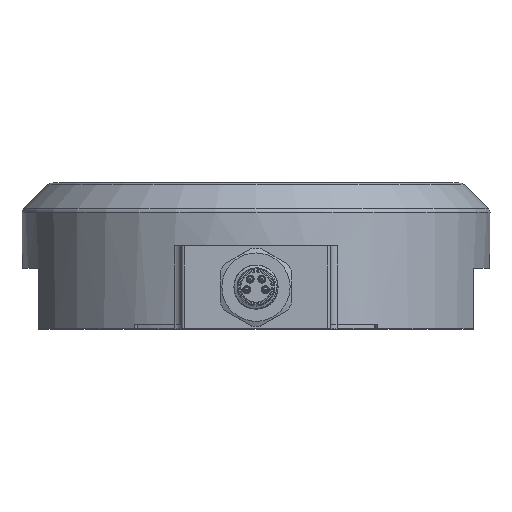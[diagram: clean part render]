
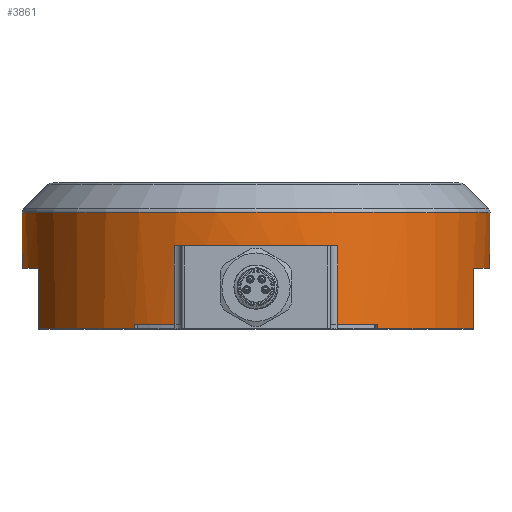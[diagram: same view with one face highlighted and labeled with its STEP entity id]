
A CAD part, top view. The second image highlights one B-rep face of the part: STEP entity #3861.
In plain terms, the highlighted cylindrical face has radius 42.5 mm (diameter 85 mm), a full revolution.
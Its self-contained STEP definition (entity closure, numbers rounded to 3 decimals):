
#180=LINE('',#11591,#380);
#183=LINE('',#11600,#383);
#186=LINE('',#11609,#386);
#189=LINE('',#11657,#389);
#191=LINE('',#11686,#391);
#192=LINE('',#11687,#392);
#194=LINE('',#11694,#394);
#195=LINE('',#11695,#395);
#380=VECTOR('',#4922,0.8);
#383=VECTOR('',#4933,0.8);
#386=VECTOR('',#4944,14.2);
#389=VECTOR('',#4997,14.2);
#391=VECTOR('',#5033,11.);
#392=VECTOR('',#5034,11.);
#394=VECTOR('',#5042,11.);
#395=VECTOR('',#5043,11.);
#549=CYLINDRICAL_SURFACE('',#4281,42.5);
#937=FACE_BOUND('',#1480,.T.);
#1144=FACE_OUTER_BOUND('',#1479,.T.);
#1479=EDGE_LOOP('',(#3366,#3367,#3368,#3369,#3370,#3371,#3372,#3373,#3374,
#3375,#3376,#3377,#3378,#3379,#3380,#3381));
#1480=EDGE_LOOP('',(#3382));
#1634=CIRCLE('',#4100,42.5);
#1637=CIRCLE('',#4103,42.5);
#1654=CIRCLE('',#4135,42.5);
#1655=CIRCLE('',#4136,42.5);
#1656=CIRCLE('',#4137,42.5);
#1674=CIRCLE('',#4156,42.5);
#1684=CIRCLE('',#4177,42.5);
#1685=CIRCLE('',#4180,42.5);
#1722=CIRCLE('',#4277,42.5);
#1937=VERTEX_POINT('',#11490);
#1938=VERTEX_POINT('',#11492);
#1943=VERTEX_POINT('',#11502);
#1944=VERTEX_POINT('',#11504);
#1977=VERTEX_POINT('',#11590);
#1979=VERTEX_POINT('',#11599);
#1981=VERTEX_POINT('',#11607);
#1982=VERTEX_POINT('',#11611);
#1983=VERTEX_POINT('',#11613);
#1984=VERTEX_POINT('',#11615);
#1985=VERTEX_POINT('',#11617);
#2001=VERTEX_POINT('',#11653);
#2010=VERTEX_POINT('',#11683);
#2011=VERTEX_POINT('',#11684);
#2012=VERTEX_POINT('',#11691);
#2013=VERTEX_POINT('',#11692);
#2058=VERTEX_POINT('',#11862);
#2350=EDGE_CURVE('',#1938,#1937,#1634,.T.);
#2356=EDGE_CURVE('',#1944,#1943,#1637,.T.);
#2400=EDGE_CURVE('',#1937,#1977,#180,.T.);
#2404=EDGE_CURVE('',#1979,#1944,#183,.T.);
#2409=EDGE_CURVE('',#1943,#1981,#186,.T.);
#2410=EDGE_CURVE('',#1982,#1979,#1654,.T.);
#2412=EDGE_CURVE('',#1984,#1983,#1655,.T.);
#2414=EDGE_CURVE('',#1977,#1985,#1656,.T.);
#2432=EDGE_CURVE('',#1981,#2001,#1674,.T.);
#2434=EDGE_CURVE('',#1938,#2001,#189,.T.);
#2444=EDGE_CURVE('',#1983,#2010,#191,.T.);
#2445=EDGE_CURVE('',#2011,#1982,#192,.T.);
#2446=EDGE_CURVE('',#2010,#2011,#1684,.T.);
#2448=EDGE_CURVE('',#1985,#2012,#194,.T.);
#2449=EDGE_CURVE('',#2013,#1984,#195,.T.);
#2450=EDGE_CURVE('',#2012,#2013,#1685,.T.);
#2511=EDGE_CURVE('',#2058,#2058,#1722,.T.);
#3366=ORIENTED_EDGE('',*,*,#2432,.T.);
#3367=ORIENTED_EDGE('',*,*,#2434,.F.);
#3368=ORIENTED_EDGE('',*,*,#2350,.T.);
#3369=ORIENTED_EDGE('',*,*,#2400,.T.);
#3370=ORIENTED_EDGE('',*,*,#2414,.T.);
#3371=ORIENTED_EDGE('',*,*,#2448,.T.);
#3372=ORIENTED_EDGE('',*,*,#2450,.T.);
#3373=ORIENTED_EDGE('',*,*,#2449,.T.);
#3374=ORIENTED_EDGE('',*,*,#2412,.T.);
#3375=ORIENTED_EDGE('',*,*,#2444,.T.);
#3376=ORIENTED_EDGE('',*,*,#2446,.T.);
#3377=ORIENTED_EDGE('',*,*,#2445,.T.);
#3378=ORIENTED_EDGE('',*,*,#2410,.T.);
#3379=ORIENTED_EDGE('',*,*,#2404,.T.);
#3380=ORIENTED_EDGE('',*,*,#2356,.T.);
#3381=ORIENTED_EDGE('',*,*,#2409,.T.);
#3382=ORIENTED_EDGE('',*,*,#2511,.F.);
#3861=ADVANCED_FACE('',(#1144,#937),#549,.T.);
#4100=AXIS2_PLACEMENT_3D('',#11493,#4837,#4838);
#4103=AXIS2_PLACEMENT_3D('',#11505,#4846,#4847);
#4135=AXIS2_PLACEMENT_3D('',#11612,#4947,#4948);
#4136=AXIS2_PLACEMENT_3D('',#11616,#4950,#4951);
#4137=AXIS2_PLACEMENT_3D('',#11619,#4953,#4954);
#4156=AXIS2_PLACEMENT_3D('',#11654,#4991,#4992);
#4177=AXIS2_PLACEMENT_3D('',#11689,#5037,#5038);
#4180=AXIS2_PLACEMENT_3D('',#11697,#5046,#5047);
#4277=AXIS2_PLACEMENT_3D('',#11863,#5264,#5265);
#4281=AXIS2_PLACEMENT_3D('',#11869,#5272,#5273);
#4837=DIRECTION('center_axis',(0.,1.,0.));
#4838=DIRECTION('ref_axis',(-1.,0.,0.));
#4846=DIRECTION('center_axis',(0.,1.,0.));
#4847=DIRECTION('ref_axis',(-1.,0.,0.));
#4922=DIRECTION('',(0.,-1.,0.));
#4933=DIRECTION('',(0.,1.,0.));
#4944=DIRECTION('',(0.,1.,0.));
#4947=DIRECTION('center_axis',(0.,1.,0.));
#4948=DIRECTION('ref_axis',(-1.,0.,0.));
#4950=DIRECTION('center_axis',(0.,1.,0.));
#4951=DIRECTION('ref_axis',(-1.,0.,0.));
#4953=DIRECTION('center_axis',(0.,1.,0.));
#4954=DIRECTION('ref_axis',(-1.,0.,0.));
#4991=DIRECTION('center_axis',(0.,1.,0.));
#4992=DIRECTION('ref_axis',(0.,0.,-1.));
#4997=DIRECTION('',(0.,1.,0.));
#5033=DIRECTION('',(0.,1.,0.));
#5034=DIRECTION('',(0.,-1.,0.));
#5037=DIRECTION('center_axis',(0.,1.,0.));
#5038=DIRECTION('ref_axis',(-1.,0.,0.));
#5042=DIRECTION('',(0.,1.,0.));
#5043=DIRECTION('',(0.,-1.,0.));
#5046=DIRECTION('center_axis',(0.,1.,0.));
#5047=DIRECTION('ref_axis',(-1.,0.,0.));
#5264=DIRECTION('center_axis',(0.,1.,0.));
#5265=DIRECTION('ref_axis',(0.,0.,
1.));
#5272=DIRECTION('center_axis',(0.,1.,0.));
#5273=DIRECTION('ref_axis',(0.,0.,-1.));
#11490=CARTESIAN_POINT('',(22.,-18.2,36.363));
#11492=CARTESIAN_POINT('',(14.803,-18.2,39.839));
#11493=CARTESIAN_POINT('Origin',(0.,-18.2,0.));
#11502=CARTESIAN_POINT('',(-14.803,-18.2,39.839));
#11504=CARTESIAN_POINT('',(-22.,-18.2,36.363));
#11505=CARTESIAN_POINT('Origin',(0.,-18.2,0.));
#11590=CARTESIAN_POINT('',(22.,-19.,36.363));
#11591=CARTESIAN_POINT('',(22.,-11.5,36.363));
#11599=CARTESIAN_POINT('',(-22.,-19.,36.363));
#11600=CARTESIAN_POINT('',(-22.,-11.5,36.363));
#11607=CARTESIAN_POINT('',(-14.803,-4.,39.839));
#11609=CARTESIAN_POINT('',(-14.803,-19.,39.839));
#11611=CARTESIAN_POINT('',(-39.5,-19.,15.684));
#11612=CARTESIAN_POINT('Origin',(0.,-19.,0.));
#11613=CARTESIAN_POINT('',(-39.5,-19.,-15.684));
#11615=CARTESIAN_POINT('',(39.5,-19.,-15.684));
#11616=CARTESIAN_POINT('Origin',(0.,-19.,0.));
#11617=CARTESIAN_POINT('',(39.5,-19.,15.684));
#11619=CARTESIAN_POINT('Origin',(0.,-19.,0.));
#11653=CARTESIAN_POINT('',(14.803,-4.,39.839));
#11654=CARTESIAN_POINT('Origin',(0.,-4.,0.));
#11657=CARTESIAN_POINT('',(14.803,-19.,39.839));
#11683=CARTESIAN_POINT('',(-39.5,-8.,-15.684));
#11684=CARTESIAN_POINT('',(-39.5,-8.,15.684));
#11686=CARTESIAN_POINT('',(-39.5,-11.5,-15.684));
#11687=CARTESIAN_POINT('',(-39.5,-11.5,15.684));
#11689=CARTESIAN_POINT('Origin',(0.,-8.,0.));
#11691=CARTESIAN_POINT('',(39.5,-8.,15.684));
#11692=CARTESIAN_POINT('',(39.5,-8.,-15.684));
#11694=CARTESIAN_POINT('',(39.5,-11.5,15.684));
#11695=CARTESIAN_POINT('',(39.5,-11.5,-15.684));
#11697=CARTESIAN_POINT('Origin',(0.,-8.,0.));
#11862=CARTESIAN_POINT('',(0.,2.086,-42.5));
#11863=CARTESIAN_POINT('Origin',(0.,2.086,0.));
#11869=CARTESIAN_POINT('Origin',(0.,-0.75,
0.));
